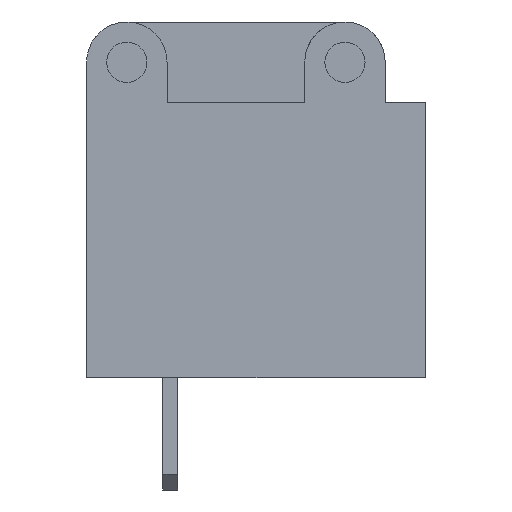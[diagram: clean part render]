
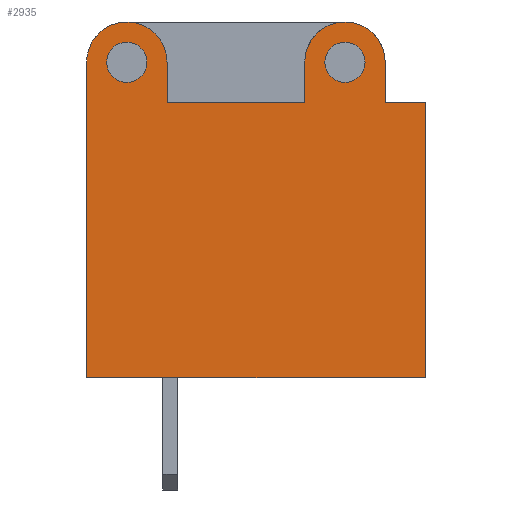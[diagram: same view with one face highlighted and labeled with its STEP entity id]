
A CAD part, left-side view. The second image highlights one B-rep face of the part: STEP entity #2935.
In plain terms, the highlighted planar face has unit normal (-1, 0, 0).
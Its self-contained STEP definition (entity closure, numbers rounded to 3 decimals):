
#13=DIRECTION('',(0.,0.,1.));
#22=VERTEX_POINT('',#23);
#23=CARTESIAN_POINT('',(-5.5,-12.05,0.));
#28=DIRECTION('',(1.,0.,0.));
#30=EDGE_CURVE('',#22,#31,#33,.T.);
#31=VERTEX_POINT('',#32);
#32=CARTESIAN_POINT('',(-5.5,-12.05,13.));
#33=LINE('',#23,#34);
#34=VECTOR('',#13,1.);
#58=VECTOR('',#59,1.);
#59=DIRECTION('',(0.,0.,-1.));
#425=DIRECTION('',(0.,1.,0.));
#430=EDGE_CURVE('',#431,#22,#433,.T.);
#431=VERTEX_POINT('',#432);
#432=CARTESIAN_POINT('',(-5.5,3.95,0.));
#433=LINE('',#432,#434);
#434=VECTOR('',#435,1.);
#435=DIRECTION('',(0.,-1.,0.));
#447=DIRECTION('',(-1.,0.,0.));
#1402=VECTOR('',#1403,1.);
#1403=DIRECTION('',(0.,0.,-1.));
#2928=VERTEX_POINT('',#2929);
#2929=CARTESIAN_POINT('',(-5.5,-10.15,13.));
#2931=ORIENTED_EDGE('',*,*,#2932,.T.);
#2932=EDGE_CURVE('',#2928,#31,#2933,.T.);
#2933=LINE('',#2934,#434);
#2934=CARTESIAN_POINT('',(-5.5,3.95,13.));
#2935=ADVANCED_FACE('',(#2936,#2976,#2984),#2992,.F.);
#2936=FACE_BOUND('',#2937,.F.);
#2937=EDGE_LOOP('',(#2938,#2943,#2950,#2955,#2959,#2964,#2971,#2931,#2974,#2975));
#2938=ORIENTED_EDGE('',*,*,#2939,.F.);
#2939=EDGE_CURVE('',#2940,#431,#2942,.T.);
#2940=VERTEX_POINT('',#2941);
#2941=CARTESIAN_POINT('',(-5.5,3.95,14.9));
#2942=LINE('',#2941,#58);
#2943=ORIENTED_EDGE('',*,*,#2944,.T.);
#2944=EDGE_CURVE('',#2940,#2945,#2947,.T.);
#2945=VERTEX_POINT('',#2946);
#2946=CARTESIAN_POINT('',(-5.5,0.15,14.9));
#2947=CIRCLE('',#2948,1.9);
#2948=AXIS2_PLACEMENT_3D('',#2949,#28,#425);
#2949=CARTESIAN_POINT('',(-5.5,2.05,14.9));
#2950=ORIENTED_EDGE('',*,*,#2951,.T.);
#2951=EDGE_CURVE('',#2945,#2952,#2954,.T.);
#2952=VERTEX_POINT('',#2953);
#2953=CARTESIAN_POINT('',(-5.5,0.15,13.));
#2954=LINE('',#2946,#1402);
#2955=ORIENTED_EDGE('',*,*,#2956,.T.);
#2956=EDGE_CURVE('',#2952,#2957,#2933,.T.);
#2957=VERTEX_POINT('',#2958);
#2958=CARTESIAN_POINT('',(-5.5,-6.35,13.));
#2959=ORIENTED_EDGE('',*,*,#2960,.T.);
#2960=EDGE_CURVE('',#2957,#2961,#2963,.T.);
#2961=VERTEX_POINT('',#2962);
#2962=CARTESIAN_POINT('',(-5.5,-6.35,14.9));
#2963=LINE('',#2958,#34);
#2964=ORIENTED_EDGE('',*,*,#2965,.T.);
#2965=EDGE_CURVE('',#2961,#2966,#2968,.T.);
#2966=VERTEX_POINT('',#2967);
#2967=CARTESIAN_POINT('',(-5.5,-10.15,14.9));
#2968=CIRCLE('',#2969,1.9);
#2969=AXIS2_PLACEMENT_3D('',#2970,#28,#425);
#2970=CARTESIAN_POINT('',(-5.5,-8.25,14.9));
#2971=ORIENTED_EDGE('',*,*,#2972,.T.);
#2972=EDGE_CURVE('',#2966,#2928,#2973,.T.);
#2973=LINE('',#2967,#1402);
#2974=ORIENTED_EDGE('',*,*,#30,.F.);
#2975=ORIENTED_EDGE('',*,*,#430,.F.);
#2976=FACE_BOUND('',#2977,.F.);
#2977=EDGE_LOOP('',(#2978));
#2978=ORIENTED_EDGE('',*,*,#2979,.T.);
#2979=EDGE_CURVE('',#2980,#2980,#2982,.T.);
#2980=VERTEX_POINT('',#2981);
#2981=CARTESIAN_POINT('',(-5.5,1.1,14.9));
#2982=CIRCLE('',#2983,0.95);
#2983=AXIS2_PLACEMENT_3D('',#2949,#447,#435);
#2984=FACE_BOUND('',#2985,.F.);
#2985=EDGE_LOOP('',(#2986));
#2986=ORIENTED_EDGE('',*,*,#2987,.T.);
#2987=EDGE_CURVE('',#2988,#2988,#2990,.T.);
#2988=VERTEX_POINT('',#2989);
#2989=CARTESIAN_POINT('',(-5.5,-9.2,14.9));
#2990=CIRCLE('',#2991,0.95);
#2991=AXIS2_PLACEMENT_3D('',#2970,#447,#435);
#2992=PLANE('',#2993);
#2993=AXIS2_PLACEMENT_3D('',#432,#28,#435);
